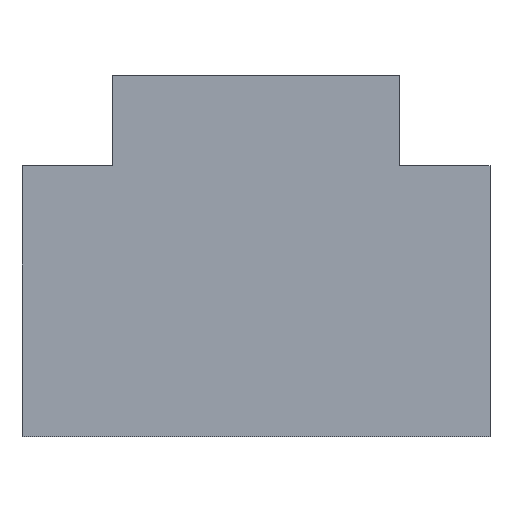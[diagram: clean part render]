
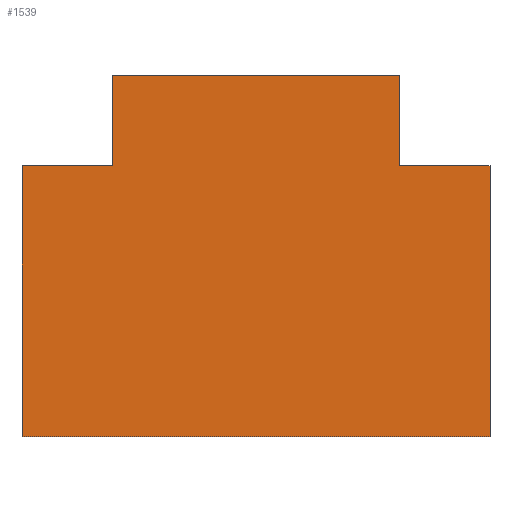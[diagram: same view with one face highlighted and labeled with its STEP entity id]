
A CAD part, top view. The second image highlights one B-rep face of the part: STEP entity #1539.
In plain terms, the highlighted planar face has unit normal (0, 0, 1).
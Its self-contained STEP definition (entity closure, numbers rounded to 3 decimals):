
#32 = PLANE('',#33);
#33 = AXIS2_PLACEMENT_3D('',#34,#35,#36);
#34 = CARTESIAN_POINT('',(-15.193,-9.335,0.));
#35 = DIRECTION('',(0.,1.,0.));
#36 = DIRECTION('',(1.,0.,0.));
#57 = VERTEX_POINT('',#58);
#58 = CARTESIAN_POINT('',(-15.193,-9.335,2.));
#72 = PLANE('',#73);
#73 = AXIS2_PLACEMENT_3D('',#74,#75,#76);
#74 = CARTESIAN_POINT('',(-15.193,7.165,0.));
#75 = DIRECTION('',(1.,0.,0.));
#76 = DIRECTION('',(0.,-1.,0.));
#84 = EDGE_CURVE('',#57,#85,#87,.T.);
#85 = VERTEX_POINT('',#86);
#86 = CARTESIAN_POINT('',(13.307,-9.335,2.));
#87 = SURFACE_CURVE('',#88,(#92,#99),.PCURVE_S1.);
#88 = LINE('',#89,#90);
#89 = CARTESIAN_POINT('',(-15.193,-9.335,2.));
#90 = VECTOR('',#91,1.);
#91 = DIRECTION('',(1.,0.,0.));
#92 = PCURVE('',#32,#93);
#93 = DEFINITIONAL_REPRESENTATION('',(#94),#98);
#94 = LINE('',#95,#96);
#95 = CARTESIAN_POINT('',(0.,-2.));
#96 = VECTOR('',#97,1.);
#97 = DIRECTION('',(1.,0.));
#98 = ( GEOMETRIC_REPRESENTATION_CONTEXT(2) 
PARAMETRIC_REPRESENTATION_CONTEXT() REPRESENTATION_CONTEXT('2D SPACE',''
  ) );
#99 = PCURVE('',#100,#105);
#100 = PLANE('',#101);
#101 = AXIS2_PLACEMENT_3D('',#102,#103,#104);
#102 = CARTESIAN_POINT('',(-0.943,1.066,2.));
#103 = DIRECTION('',(0.,0.,1.));
#104 = DIRECTION('',(1.,0.,0.));
#105 = DEFINITIONAL_REPRESENTATION('',(#106),#110);
#106 = LINE('',#107,#108);
#107 = CARTESIAN_POINT('',(-14.25,-10.401));
#108 = VECTOR('',#109,1.);
#109 = DIRECTION('',(1.,0.));
#110 = ( GEOMETRIC_REPRESENTATION_CONTEXT(2) 
PARAMETRIC_REPRESENTATION_CONTEXT() REPRESENTATION_CONTEXT('2D SPACE',''
  ) );
#128 = PLANE('',#129);
#129 = AXIS2_PLACEMENT_3D('',#130,#131,#132);
#130 = CARTESIAN_POINT('',(13.307,-9.335,0.));
#131 = DIRECTION('',(-1.,0.,0.));
#132 = DIRECTION('',(0.,1.,0.));
#1434 = EDGE_CURVE('',#85,#1435,#1437,.T.);
#1435 = VERTEX_POINT('',#1436);
#1436 = CARTESIAN_POINT('',(13.307,7.165,2.));
#1437 = SURFACE_CURVE('',#1438,(#1442,#1449),.PCURVE_S1.);
#1438 = LINE('',#1439,#1440);
#1439 = CARTESIAN_POINT('',(13.307,-9.335,2.));
#1440 = VECTOR('',#1441,1.);
#1441 = DIRECTION('',(0.,1.,0.));
#1442 = PCURVE('',#128,#1443);
#1443 = DEFINITIONAL_REPRESENTATION('',(#1444),#1448);
#1444 = LINE('',#1445,#1446);
#1445 = CARTESIAN_POINT('',(0.,-2.));
#1446 = VECTOR('',#1447,1.);
#1447 = DIRECTION('',(1.,0.));
#1448 = ( GEOMETRIC_REPRESENTATION_CONTEXT(2) 
PARAMETRIC_REPRESENTATION_CONTEXT() REPRESENTATION_CONTEXT('2D SPACE',''
  ) );
#1449 = PCURVE('',#100,#1450);
#1450 = DEFINITIONAL_REPRESENTATION('',(#1451),#1455);
#1451 = LINE('',#1452,#1453);
#1452 = CARTESIAN_POINT('',(14.25,-10.401));
#1453 = VECTOR('',#1454,1.);
#1454 = DIRECTION('',(0.,1.));
#1455 = ( GEOMETRIC_REPRESENTATION_CONTEXT(2) 
PARAMETRIC_REPRESENTATION_CONTEXT() REPRESENTATION_CONTEXT('2D SPACE',''
  ) );
#1473 = PLANE('',#1474);
#1474 = AXIS2_PLACEMENT_3D('',#1475,#1476,#1477);
#1475 = CARTESIAN_POINT('',(13.307,7.165,0.));
#1476 = DIRECTION('',(0.,-1.,0.));
#1477 = DIRECTION('',(-1.,0.,0.));
#1539 = ADVANCED_FACE('',(#1540),#100,.T.);
#1540 = FACE_BOUND('',#1541,.T.);
#1541 = EDGE_LOOP('',(#1542,#1543,#1544,#1567,#1595,#1623,#1651,#1679));
#1542 = ORIENTED_EDGE('',*,*,#84,.T.);
#1543 = ORIENTED_EDGE('',*,*,#1434,.T.);
#1544 = ORIENTED_EDGE('',*,*,#1545,.T.);
#1545 = EDGE_CURVE('',#1435,#1546,#1548,.T.);
#1546 = VERTEX_POINT('',#1547);
#1547 = CARTESIAN_POINT('',(7.807,7.165,2.));
#1548 = SURFACE_CURVE('',#1549,(#1553,#1560),.PCURVE_S1.);
#1549 = LINE('',#1550,#1551);
#1550 = CARTESIAN_POINT('',(13.307,7.165,2.));
#1551 = VECTOR('',#1552,1.);
#1552 = DIRECTION('',(-1.,0.,0.));
#1553 = PCURVE('',#100,#1554);
#1554 = DEFINITIONAL_REPRESENTATION('',(#1555),#1559);
#1555 = LINE('',#1556,#1557);
#1556 = CARTESIAN_POINT('',(14.25,6.099));
#1557 = VECTOR('',#1558,1.);
#1558 = DIRECTION('',(-1.,0.));
#1559 = ( GEOMETRIC_REPRESENTATION_CONTEXT(2) 
PARAMETRIC_REPRESENTATION_CONTEXT() REPRESENTATION_CONTEXT('2D SPACE',''
  ) );
#1560 = PCURVE('',#1473,#1561);
#1561 = DEFINITIONAL_REPRESENTATION('',(#1562),#1566);
#1562 = LINE('',#1563,#1564);
#1563 = CARTESIAN_POINT('',(0.,-2.));
#1564 = VECTOR('',#1565,1.);
#1565 = DIRECTION('',(1.,0.));
#1566 = ( GEOMETRIC_REPRESENTATION_CONTEXT(2) 
PARAMETRIC_REPRESENTATION_CONTEXT() REPRESENTATION_CONTEXT('2D SPACE',''
  ) );
#1567 = ORIENTED_EDGE('',*,*,#1568,.T.);
#1568 = EDGE_CURVE('',#1546,#1569,#1571,.T.);
#1569 = VERTEX_POINT('',#1570);
#1570 = CARTESIAN_POINT('',(7.807,12.665,2.));
#1571 = SURFACE_CURVE('',#1572,(#1576,#1583),.PCURVE_S1.);
#1572 = LINE('',#1573,#1574);
#1573 = CARTESIAN_POINT('',(7.807,7.165,2.));
#1574 = VECTOR('',#1575,1.);
#1575 = DIRECTION('',(0.,1.,0.));
#1576 = PCURVE('',#100,#1577);
#1577 = DEFINITIONAL_REPRESENTATION('',(#1578),#1582);
#1578 = LINE('',#1579,#1580);
#1579 = CARTESIAN_POINT('',(8.75,6.099));
#1580 = VECTOR('',#1581,1.);
#1581 = DIRECTION('',(0.,1.));
#1582 = ( GEOMETRIC_REPRESENTATION_CONTEXT(2) 
PARAMETRIC_REPRESENTATION_CONTEXT() REPRESENTATION_CONTEXT('2D SPACE',''
  ) );
#1583 = PCURVE('',#1584,#1589);
#1584 = PLANE('',#1585);
#1585 = AXIS2_PLACEMENT_3D('',#1586,#1587,#1588);
#1586 = CARTESIAN_POINT('',(7.807,7.165,0.));
#1587 = DIRECTION('',(-1.,0.,0.));
#1588 = DIRECTION('',(0.,1.,0.));
#1589 = DEFINITIONAL_REPRESENTATION('',(#1590),#1594);
#1590 = LINE('',#1591,#1592);
#1591 = CARTESIAN_POINT('',(0.,-2.));
#1592 = VECTOR('',#1593,1.);
#1593 = DIRECTION('',(1.,0.));
#1594 = ( GEOMETRIC_REPRESENTATION_CONTEXT(2) 
PARAMETRIC_REPRESENTATION_CONTEXT() REPRESENTATION_CONTEXT('2D SPACE',''
  ) );
#1595 = ORIENTED_EDGE('',*,*,#1596,.T.);
#1596 = EDGE_CURVE('',#1569,#1597,#1599,.T.);
#1597 = VERTEX_POINT('',#1598);
#1598 = CARTESIAN_POINT('',(-9.693,12.665,2.));
#1599 = SURFACE_CURVE('',#1600,(#1604,#1611),.PCURVE_S1.);
#1600 = LINE('',#1601,#1602);
#1601 = CARTESIAN_POINT('',(7.807,12.665,2.));
#1602 = VECTOR('',#1603,1.);
#1603 = DIRECTION('',(-1.,0.,0.));
#1604 = PCURVE('',#100,#1605);
#1605 = DEFINITIONAL_REPRESENTATION('',(#1606),#1610);
#1606 = LINE('',#1607,#1608);
#1607 = CARTESIAN_POINT('',(8.75,11.599));
#1608 = VECTOR('',#1609,1.);
#1609 = DIRECTION('',(-1.,0.));
#1610 = ( GEOMETRIC_REPRESENTATION_CONTEXT(2) 
PARAMETRIC_REPRESENTATION_CONTEXT() REPRESENTATION_CONTEXT('2D SPACE',''
  ) );
#1611 = PCURVE('',#1612,#1617);
#1612 = PLANE('',#1613);
#1613 = AXIS2_PLACEMENT_3D('',#1614,#1615,#1616);
#1614 = CARTESIAN_POINT('',(7.807,12.665,0.));
#1615 = DIRECTION('',(0.,-1.,0.));
#1616 = DIRECTION('',(-1.,0.,0.));
#1617 = DEFINITIONAL_REPRESENTATION('',(#1618),#1622);
#1618 = LINE('',#1619,#1620);
#1619 = CARTESIAN_POINT('',(0.,-2.));
#1620 = VECTOR('',#1621,1.);
#1621 = DIRECTION('',(1.,0.));
#1622 = ( GEOMETRIC_REPRESENTATION_CONTEXT(2) 
PARAMETRIC_REPRESENTATION_CONTEXT() REPRESENTATION_CONTEXT('2D SPACE',''
  ) );
#1623 = ORIENTED_EDGE('',*,*,#1624,.T.);
#1624 = EDGE_CURVE('',#1597,#1625,#1627,.T.);
#1625 = VERTEX_POINT('',#1626);
#1626 = CARTESIAN_POINT('',(-9.693,7.165,2.));
#1627 = SURFACE_CURVE('',#1628,(#1632,#1639),.PCURVE_S1.);
#1628 = LINE('',#1629,#1630);
#1629 = CARTESIAN_POINT('',(-9.693,12.665,2.));
#1630 = VECTOR('',#1631,1.);
#1631 = DIRECTION('',(0.,-1.,0.));
#1632 = PCURVE('',#100,#1633);
#1633 = DEFINITIONAL_REPRESENTATION('',(#1634),#1638);
#1634 = LINE('',#1635,#1636);
#1635 = CARTESIAN_POINT('',(-8.75,11.599));
#1636 = VECTOR('',#1637,1.);
#1637 = DIRECTION('',(0.,-1.));
#1638 = ( GEOMETRIC_REPRESENTATION_CONTEXT(2) 
PARAMETRIC_REPRESENTATION_CONTEXT() REPRESENTATION_CONTEXT('2D SPACE',''
  ) );
#1639 = PCURVE('',#1640,#1645);
#1640 = PLANE('',#1641);
#1641 = AXIS2_PLACEMENT_3D('',#1642,#1643,#1644);
#1642 = CARTESIAN_POINT('',(-9.693,12.665,0.));
#1643 = DIRECTION('',(1.,0.,0.));
#1644 = DIRECTION('',(0.,-1.,0.));
#1645 = DEFINITIONAL_REPRESENTATION('',(#1646),#1650);
#1646 = LINE('',#1647,#1648);
#1647 = CARTESIAN_POINT('',(0.,-2.));
#1648 = VECTOR('',#1649,1.);
#1649 = DIRECTION('',(1.,0.));
#1650 = ( GEOMETRIC_REPRESENTATION_CONTEXT(2) 
PARAMETRIC_REPRESENTATION_CONTEXT() REPRESENTATION_CONTEXT('2D SPACE',''
  ) );
#1651 = ORIENTED_EDGE('',*,*,#1652,.T.);
#1652 = EDGE_CURVE('',#1625,#1653,#1655,.T.);
#1653 = VERTEX_POINT('',#1654);
#1654 = CARTESIAN_POINT('',(-15.193,7.165,2.));
#1655 = SURFACE_CURVE('',#1656,(#1660,#1667),.PCURVE_S1.);
#1656 = LINE('',#1657,#1658);
#1657 = CARTESIAN_POINT('',(-9.693,7.165,2.));
#1658 = VECTOR('',#1659,1.);
#1659 = DIRECTION('',(-1.,0.,0.));
#1660 = PCURVE('',#100,#1661);
#1661 = DEFINITIONAL_REPRESENTATION('',(#1662),#1666);
#1662 = LINE('',#1663,#1664);
#1663 = CARTESIAN_POINT('',(-8.75,6.099));
#1664 = VECTOR('',#1665,1.);
#1665 = DIRECTION('',(-1.,0.));
#1666 = ( GEOMETRIC_REPRESENTATION_CONTEXT(2) 
PARAMETRIC_REPRESENTATION_CONTEXT() REPRESENTATION_CONTEXT('2D SPACE',''
  ) );
#1667 = PCURVE('',#1668,#1673);
#1668 = PLANE('',#1669);
#1669 = AXIS2_PLACEMENT_3D('',#1670,#1671,#1672);
#1670 = CARTESIAN_POINT('',(-9.693,7.165,0.));
#1671 = DIRECTION('',(0.,-1.,0.));
#1672 = DIRECTION('',(-1.,0.,0.));
#1673 = DEFINITIONAL_REPRESENTATION('',(#1674),#1678);
#1674 = LINE('',#1675,#1676);
#1675 = CARTESIAN_POINT('',(0.,-2.));
#1676 = VECTOR('',#1677,1.);
#1677 = DIRECTION('',(1.,0.));
#1678 = ( GEOMETRIC_REPRESENTATION_CONTEXT(2) 
PARAMETRIC_REPRESENTATION_CONTEXT() REPRESENTATION_CONTEXT('2D SPACE',''
  ) );
#1679 = ORIENTED_EDGE('',*,*,#1680,.T.);
#1680 = EDGE_CURVE('',#1653,#57,#1681,.T.);
#1681 = SURFACE_CURVE('',#1682,(#1686,#1693),.PCURVE_S1.);
#1682 = LINE('',#1683,#1684);
#1683 = CARTESIAN_POINT('',(-15.193,7.165,2.));
#1684 = VECTOR('',#1685,1.);
#1685 = DIRECTION('',(0.,-1.,0.));
#1686 = PCURVE('',#100,#1687);
#1687 = DEFINITIONAL_REPRESENTATION('',(#1688),#1692);
#1688 = LINE('',#1689,#1690);
#1689 = CARTESIAN_POINT('',(-14.25,6.099));
#1690 = VECTOR('',#1691,1.);
#1691 = DIRECTION('',(0.,-1.));
#1692 = ( GEOMETRIC_REPRESENTATION_CONTEXT(2) 
PARAMETRIC_REPRESENTATION_CONTEXT() REPRESENTATION_CONTEXT('2D SPACE',''
  ) );
#1693 = PCURVE('',#72,#1694);
#1694 = DEFINITIONAL_REPRESENTATION('',(#1695),#1699);
#1695 = LINE('',#1696,#1697);
#1696 = CARTESIAN_POINT('',(0.,-2.));
#1697 = VECTOR('',#1698,1.);
#1698 = DIRECTION('',(1.,0.));
#1699 = ( GEOMETRIC_REPRESENTATION_CONTEXT(2) 
PARAMETRIC_REPRESENTATION_CONTEXT() REPRESENTATION_CONTEXT('2D SPACE',''
  ) );
